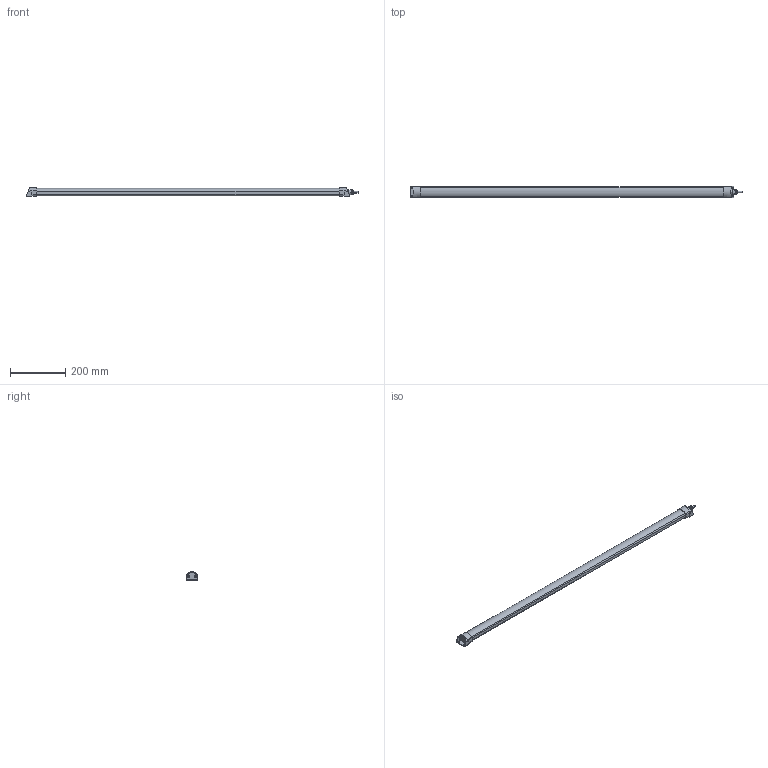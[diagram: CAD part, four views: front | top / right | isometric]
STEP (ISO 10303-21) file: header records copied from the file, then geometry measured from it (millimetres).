
FILE_DESCRIPTION((''),'2;1');
FILE_NAME('NLT2-50-AC.stp','2025-04-02T09:42:35',(''),(''),'Mechanical Desktop 2011','Mechanical Desktop 2011',', , ');
FILE_SCHEMA(('CONFIG_CONTROL_DESIGN'));
Length unit declared in the file: millimetre
Products named in the file (1): Product
Bounding box: 1199 x 42 x 31.2 mm (x, y, z)
Volume: 992360.4 mm3; surface area: 144783.6 mm2
Topology: 11 solids, 11 shells, 373 faces, 886 edges, 546 vertices
Faces by surface type: bspline 123, cylinder 112, plane 88, cone 34, torus 16
Full cylindrical faces by diameter (mm): 13.659 x4, 15.907 x1
Entity records: 15129 total; most frequent: CARTESIAN_POINT 6825, ORIENTED_EDGE 1760, DIRECTION 1653, EDGE_CURVE 880, AXIS2_PLACEMENT_3D 651, VERTEX_POINT 546, EDGE_LOOP 404, FACE_OUTER_BOUND 373
